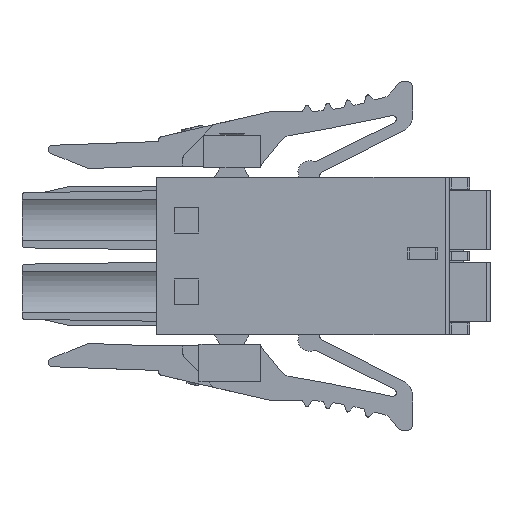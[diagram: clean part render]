
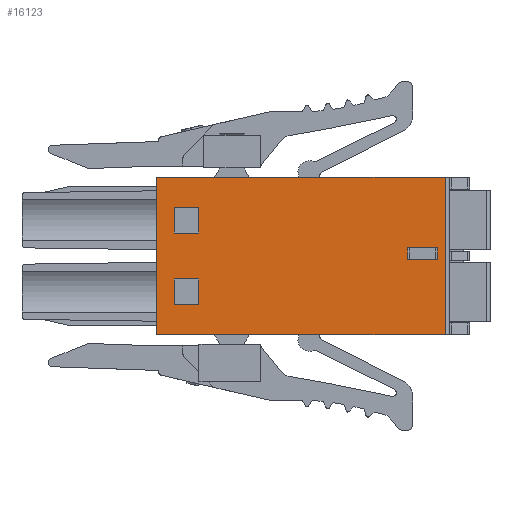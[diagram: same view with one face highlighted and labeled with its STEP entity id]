
A CAD part, front view. The second image highlights one B-rep face of the part: STEP entity #16123.
In plain terms, the highlighted planar face has unit normal (0, -1, 0).
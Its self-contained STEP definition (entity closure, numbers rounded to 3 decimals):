
#537=DIRECTION('',(0.,0.,1.));
#538=VECTOR('',#537,7.7);
#539=CARTESIAN_POINT('',(34.056,8.338,8.575));
#540=LINE('',#539,#538);
#541=DIRECTION('',(0.,0.,-1.));
#542=VECTOR('',#541,1.25);
#543=CARTESIAN_POINT('',(20.806,8.338,14.8));
#544=LINE('',#543,#542);
#545=DIRECTION('',(1.,0.,0.));
#546=VECTOR('',#545,1.2);
#547=CARTESIAN_POINT('',(20.806,8.338,13.55));
#548=LINE('',#547,#546);
#549=DIRECTION('',(0.,0.,1.));
#550=VECTOR('',#549,1.25);
#551=CARTESIAN_POINT('',(22.006,8.338,13.55));
#552=LINE('',#551,#550);
#553=DIRECTION('',(-1.,0.,0.));
#554=VECTOR('',#553,1.2);
#555=CARTESIAN_POINT('',(22.006,8.338,14.8));
#556=LINE('',#555,#554);
#557=DIRECTION('',(0.,0.,-1.));
#558=VECTOR('',#557,1.25);
#559=CARTESIAN_POINT('',(20.806,8.338,11.3));
#560=LINE('',#559,#558);
#561=DIRECTION('',(1.,0.,0.));
#562=VECTOR('',#561,1.2);
#563=CARTESIAN_POINT('',(20.806,8.338,10.05));
#564=LINE('',#563,#562);
#565=DIRECTION('',(0.,0.,1.));
#566=VECTOR('',#565,1.25);
#567=CARTESIAN_POINT('',(22.006,8.338,10.05));
#568=LINE('',#567,#566);
#569=DIRECTION('',(-1.,0.,0.));
#570=VECTOR('',#569,1.2);
#571=CARTESIAN_POINT('',(22.006,8.338,11.3));
#572=LINE('',#571,#570);
#573=DIRECTION('',(1.,0.,0.));
#574=VECTOR('',#573,14.1);
#575=CARTESIAN_POINT('',(19.956,8.338,16.275));
#576=LINE('',#575,#574);
#577=DIRECTION('',(-1.,0.,0.));
#578=VECTOR('',#577,14.1);
#579=CARTESIAN_POINT('',(34.056,8.338,8.575));
#580=LINE('',#579,#578);
#585=DIRECTION('',(0.,0.,-1.));
#586=VECTOR('',#585,0.55);
#587=CARTESIAN_POINT('',(33.669,8.338,12.82));
#588=LINE('',#587,#586);
#601=DIRECTION('',(0.,0.,1.));
#602=VECTOR('',#601,0.55);
#603=CARTESIAN_POINT('',(32.242,8.338,12.27));
#604=LINE('',#603,#602);
#610=DIRECTION('',(1.,0.,0.));
#611=VECTOR('',#610,1.427);
#612=CARTESIAN_POINT('',(32.242,8.338,12.82));
#613=LINE('',#612,#611);
#624=DIRECTION('',(-1.,0.,0.));
#625=VECTOR('',#624,1.427);
#626=CARTESIAN_POINT('',(33.669,8.338,12.27));
#627=LINE('',#626,#625);
#709=DIRECTION('',(0.,0.,-1.));
#710=VECTOR('',#709,7.7);
#711=CARTESIAN_POINT('',(19.956,8.338,16.275));
#712=LINE('',#711,#710);
#12188=CARTESIAN_POINT('',(33.669,8.338,12.27));
#12189=CARTESIAN_POINT('',(32.242,8.338,12.27));
#12190=VERTEX_POINT('',#12188);
#12191=VERTEX_POINT('',#12189);
#12192=CARTESIAN_POINT('',(20.806,8.338,11.3));
#12193=CARTESIAN_POINT('',(20.806,8.338,10.05));
#12194=VERTEX_POINT('',#12192);
#12195=VERTEX_POINT('',#12193);
#12196=CARTESIAN_POINT('',(22.006,8.338,10.05));
#12197=VERTEX_POINT('',#12196);
#12198=CARTESIAN_POINT('',(22.006,8.338,11.3));
#12199=VERTEX_POINT('',#12198);
#12200=CARTESIAN_POINT('',(34.056,8.338,8.575));
#12202=VERTEX_POINT('',#12200);
#13494=CARTESIAN_POINT('',(19.956,8.338,8.575));
#13495=VERTEX_POINT('',#13494);
#13829=CARTESIAN_POINT('',(20.806,8.338,14.8));
#13830=CARTESIAN_POINT('',(20.806,8.338,13.55));
#13831=VERTEX_POINT('',#13829);
#13832=VERTEX_POINT('',#13830);
#13833=CARTESIAN_POINT('',(22.006,8.338,13.55));
#13834=VERTEX_POINT('',#13833);
#13835=CARTESIAN_POINT('',(22.006,8.338,14.8));
#13836=VERTEX_POINT('',#13835);
#13837=CARTESIAN_POINT('',(32.242,8.338,12.82));
#13838=CARTESIAN_POINT('',(33.669,8.338,12.82));
#13839=VERTEX_POINT('',#13837);
#13840=VERTEX_POINT('',#13838);
#13842=CARTESIAN_POINT('',(34.056,8.338,16.275));
#13844=VERTEX_POINT('',#13842);
#15213=CARTESIAN_POINT('',(19.956,8.338,16.275));
#15214=VERTEX_POINT('',#15213);
#16079=CARTESIAN_POINT('',(34.056,8.338,21.667));
#16080=DIRECTION('',(0.,1.,0.));
#16081=DIRECTION('',(-1.,0.,0.));
#16082=AXIS2_PLACEMENT_3D('',#16079,#16080,#16081);
#16083=PLANE('',#16082);
#16085=ORIENTED_EDGE('',*,*,#16084,.F.);
#16087=ORIENTED_EDGE('',*,*,#16086,.T.);
#16088=ORIENTED_EDGE('',*,*,#16069,.F.);
#16090=ORIENTED_EDGE('',*,*,#16089,.T.);
#16091=EDGE_LOOP('',(#16085,#16087,#16088,#16090));
#16092=FACE_OUTER_BOUND('',#16091,.F.);
#16094=ORIENTED_EDGE('',*,*,#16093,.T.);
#16096=ORIENTED_EDGE('',*,*,#16095,.T.);
#16098=ORIENTED_EDGE('',*,*,#16097,.T.);
#16100=ORIENTED_EDGE('',*,*,#16099,.T.);
#16101=EDGE_LOOP('',(#16094,#16096,#16098,#16100));
#16102=FACE_BOUND('',#16101,.F.);
#16104=ORIENTED_EDGE('',*,*,#16103,.T.);
#16106=ORIENTED_EDGE('',*,*,#16105,.T.);
#16108=ORIENTED_EDGE('',*,*,#16107,.T.);
#16110=ORIENTED_EDGE('',*,*,#16109,.T.);
#16111=EDGE_LOOP('',(#16104,#16106,#16108,#16110));
#16112=FACE_BOUND('',#16111,.F.);
#16114=ORIENTED_EDGE('',*,*,#16113,.F.);
#16116=ORIENTED_EDGE('',*,*,#16115,.F.);
#16118=ORIENTED_EDGE('',*,*,#16117,.F.);
#16120=ORIENTED_EDGE('',*,*,#16119,.F.);
#16121=EDGE_LOOP('',(#16114,#16116,#16118,#16120));
#16122=FACE_BOUND('',#16121,.F.);
#16069=EDGE_CURVE('',#12202,#13844,#540,.T.);
#16084=EDGE_CURVE('',#15214,#13495,#712,.T.);
#16086=EDGE_CURVE('',#15214,#13844,#576,.T.);
#16089=EDGE_CURVE('',#12202,#13495,#580,.T.);
#16093=EDGE_CURVE('',#13831,#13832,#544,.T.);
#16095=EDGE_CURVE('',#13832,#13834,#548,.T.);
#16097=EDGE_CURVE('',#13834,#13836,#552,.T.);
#16099=EDGE_CURVE('',#13836,#13831,#556,.T.);
#16103=EDGE_CURVE('',#12194,#12195,#560,.T.);
#16105=EDGE_CURVE('',#12195,#12197,#564,.T.);
#16107=EDGE_CURVE('',#12197,#12199,#568,.T.);
#16109=EDGE_CURVE('',#12199,#12194,#572,.T.);
#16113=EDGE_CURVE('',#13840,#12190,#588,.T.);
#16115=EDGE_CURVE('',#13839,#13840,#613,.T.);
#16117=EDGE_CURVE('',#12191,#13839,#604,.T.);
#16119=EDGE_CURVE('',#12190,#12191,#627,.T.);
#16123=ADVANCED_FACE('',(#16092,#16102,#16112,#16122),#16083,.F.);
